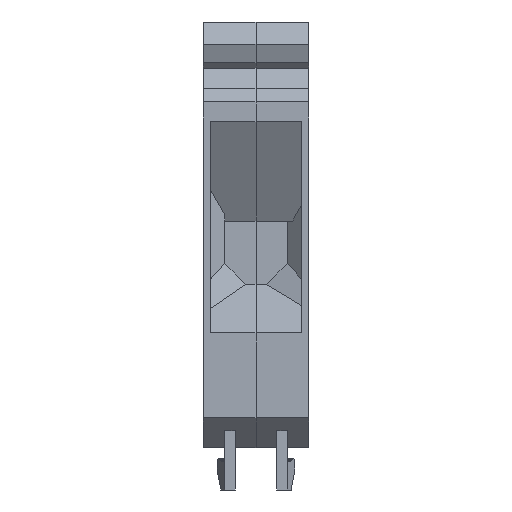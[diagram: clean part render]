
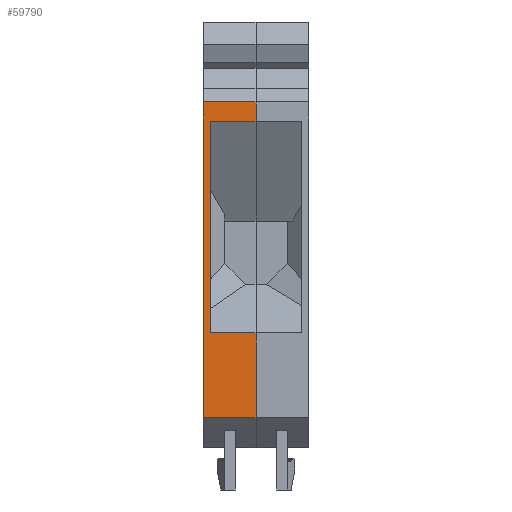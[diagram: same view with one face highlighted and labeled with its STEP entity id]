
A CAD part, front view. The second image highlights one B-rep face of the part: STEP entity #59790.
In plain terms, the highlighted face is planar.
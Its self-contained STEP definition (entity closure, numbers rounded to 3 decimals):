
#5910=CARTESIAN_POINT('',(21.8,37.5,
-7.125));
#5920=VERTEX_POINT('',#5910);
#5950=CARTESIAN_POINT('',(21.8,9.123,
-7.125));
#5960=DIRECTION('',(0.,1.,0.));
#5970=VECTOR('',#5960,1.);
#5980=LINE('',#5950,#5970);
#5990=CARTESIAN_POINT('',(21.8,1.15,
-7.125));
#6000=VERTEX_POINT('',#5990);
#6010=EDGE_CURVE('',#6000,#5920,#5980,.T.);
#29580=CARTESIAN_POINT('',(21.8,1.15,
0.));
#29590=DIRECTION('',(0.,0.,1.));
#29600=VECTOR('',#29590,1.);
#29610=LINE('',#29580,#29600);
#29620=CARTESIAN_POINT('',(21.8,1.15,
-13.2));
#29630=VERTEX_POINT('',#29620);
#29640=EDGE_CURVE('',#29630,#6000,#29610,.T.);
#59240=CARTESIAN_POINT('',(21.8,37.086,
-7.125));
#59250=DIRECTION('',(-1.,0.,0.));
#59260=DIRECTION('',(0.,1.,0.));
#59270=AXIS2_PLACEMENT_3D('',#59240,#59250,#59260);
#59280=PLANE('',#59270);
#59290=ORIENTED_EDGE('',*,*,#6010,.F.);
#59300=CARTESIAN_POINT('',(21.8,37.5,
0.));
#59310=DIRECTION('',(0.,0.,1.));
#59320=VECTOR('',#59310,1.);
#59330=LINE('',#59300,#59320);
#59340=CARTESIAN_POINT('',(21.8,37.5,
-13.2));
#59350=VERTEX_POINT('',#59340);
#59360=EDGE_CURVE('',#59350,#5920,#59330,.T.);
#59370=ORIENTED_EDGE('',*,*,#59360,.T.);
#59380=CARTESIAN_POINT('',(21.8,0.,-13.2));
#59390=DIRECTION('',(0.,1.,0.));
#59400=VECTOR('',#59390,1.);
#59410=LINE('',#59380,#59400);
#59420=CARTESIAN_POINT('',(21.8,35.239,
-13.2));
#59430=VERTEX_POINT('',#59420);
#59440=EDGE_CURVE('',#59430,#59350,#59410,.T.);
#59450=ORIENTED_EDGE('',*,*,#59440,.T.);
#59460=CARTESIAN_POINT('',(21.8,35.239,
0.));
#59470=DIRECTION('',(-0.,0.,1.));
#59480=VECTOR('',#59470,1.);
#59490=LINE('',#59460,#59480);
#59500=CARTESIAN_POINT('',(21.8,35.239,
-7.925));
#59510=VERTEX_POINT('',#59500);
#59520=EDGE_CURVE('',#59430,#59510,#59490,.T.);
#59530=ORIENTED_EDGE('',*,*,#59520,.F.);
#59540=CARTESIAN_POINT('',(21.8,0.,-7.925));
#59550=DIRECTION('',(0.,1.,0.));
#59560=VECTOR('',#59550,1.);
#59570=LINE('',#59540,#59560);
#59580=CARTESIAN_POINT('',(21.8,10.926,
-7.925));
#59590=VERTEX_POINT('',#59580);
#59600=EDGE_CURVE('',#59590,#59510,#59570,.T.);
#59610=ORIENTED_EDGE('',*,*,#59600,.T.);
#59620=CARTESIAN_POINT('',(21.8,10.926,
0.));
#59630=DIRECTION('',(0.,0.,1.));
#59640=VECTOR('',#59630,1.);
#59650=LINE('',#59620,#59640);
#59660=CARTESIAN_POINT('',(21.8,10.926,
-13.2));
#59670=VERTEX_POINT('',#59660);
#59680=EDGE_CURVE('',#59670,#59590,#59650,.T.);
#59690=ORIENTED_EDGE('',*,*,#59680,.T.);
#59700=CARTESIAN_POINT('',(21.8,0.,-13.2));
#59710=DIRECTION('',(0.,-1.,0.));
#59720=VECTOR('',#59710,1.);
#59730=LINE('',#59700,#59720);
#59740=EDGE_CURVE('',#59670,#29630,#59730,.T.);
#59750=ORIENTED_EDGE('',*,*,#59740,.F.);
#59760=ORIENTED_EDGE('',*,*,#29640,.F.);
#59770=EDGE_LOOP('',(#59760,#59750,#59690,#59610,#59530,#59450,#59370,
#59290));
#59780=FACE_OUTER_BOUND('',#59770,.T.);
#59790=ADVANCED_FACE('',(#59780),#59280,.F.);
